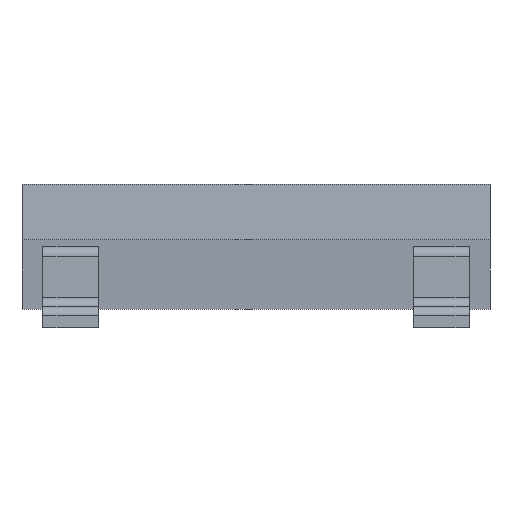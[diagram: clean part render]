
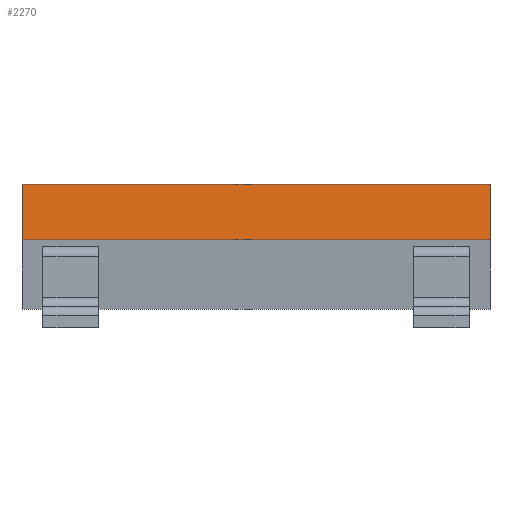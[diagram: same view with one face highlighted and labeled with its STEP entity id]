
A CAD part, front view. The second image highlights one B-rep face of the part: STEP entity #2270.
In plain terms, the highlighted planar face has unit normal (0, -0.996, 0.087).
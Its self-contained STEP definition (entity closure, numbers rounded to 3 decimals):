
#190=PLANE('',#2425);
#314=FACE_OUTER_BOUND('',#438,.T.);
#438=EDGE_LOOP('',(#2069,#2070,#2071,#2072));
#661=LINE('',#4048,#889);
#668=LINE('',#4062,#896);
#670=LINE('',#4066,#898);
#671=LINE('',#4067,#899);
#889=VECTOR('',#2908,10.);
#896=VECTOR('',#2919,10.);
#898=VECTOR('',#2923,10.);
#899=VECTOR('',#2924,10.);
#1149=VERTEX_POINT('',#4046);
#1150=VERTEX_POINT('',#4047);
#1155=VERTEX_POINT('',#4061);
#1156=VERTEX_POINT('',#4065);
#1469=EDGE_CURVE('',#1149,#1150,#661,.F.);
#1476=EDGE_CURVE('',#1149,#1155,#668,.F.);
#1478=EDGE_CURVE('',#1150,#1156,#670,.T.);
#1479=EDGE_CURVE('',#1155,#1156,#671,.F.);
#2069=ORIENTED_EDGE('',*,*,#1469,.T.);
#2070=ORIENTED_EDGE('',*,*,#1478,.T.);
#2071=ORIENTED_EDGE('',*,*,#1479,.F.);
#2072=ORIENTED_EDGE('',*,*,#1476,.F.);
#2270=ADVANCED_FACE('',(#314),#190,.T.);
#2425=AXIS2_PLACEMENT_3D('',#4064,#2921,#2922);
#2908=DIRECTION('',(-1.,0.,0.));
#2919=DIRECTION('',(0.,-0.087,-0.996));
#2921=DIRECTION('center_axis',(0.,-0.996,0.087));
#2922=DIRECTION('ref_axis',(1.,0.,0.));
#2923=DIRECTION('',(0.,0.087,0.996));
#2924=DIRECTION('',(-1.,0.,0.));
#4046=CARTESIAN_POINT('',(-2.525,-2.2,0.95));
#4047=CARTESIAN_POINT('',(2.525,-2.2,0.95));
#4048=CARTESIAN_POINT('',(-1.263,-2.2,0.95));
#4061=CARTESIAN_POINT('',(-2.525,-2.148,1.55));
#4062=CARTESIAN_POINT('',(-2.525,-2.249,0.394));
#4064=CARTESIAN_POINT('Origin',(-2.525,-2.266,0.201));
#4065=CARTESIAN_POINT('',(2.525,-2.148,1.55));
#4066=CARTESIAN_POINT('',(2.525,-2.266,0.203));
#4067=CARTESIAN_POINT('',(-1.263,-2.148,1.55));
